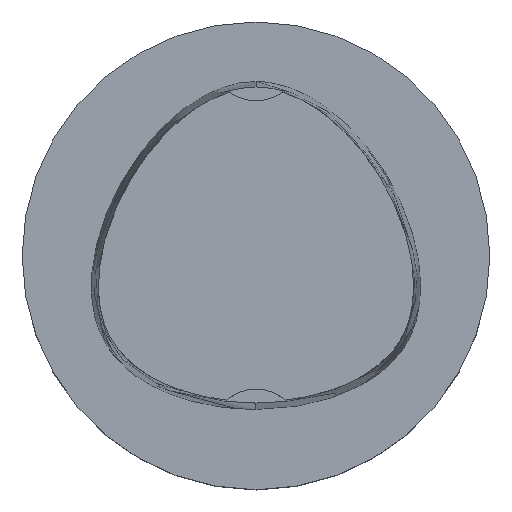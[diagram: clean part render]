
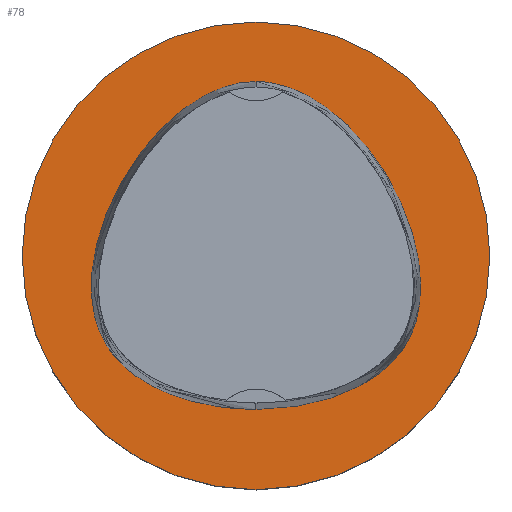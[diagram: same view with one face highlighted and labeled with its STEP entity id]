
A CAD part, top view. The second image highlights one B-rep face of the part: STEP entity #78.
In plain terms, the highlighted planar face has unit normal (0, 0, 1).
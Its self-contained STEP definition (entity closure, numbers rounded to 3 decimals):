
#75=EDGE_CURVE('240[2]',#203,#203,#204,.T.);
#78=ADVANCED_FACE('240[2]',(#207,#208),#209,.T.);
#82=EDGE_CURVE('240[2]',#215,#216,#217,.T.);
#139=EDGE_CURVE('240[2]',#216,#215,#301,.T.);
#203=VERTEX_POINT('',#370);
#204=CIRCLE('',#371,31.493);
#207=FACE_OUTER_BOUND('',#375,.T.);
#208=FACE_BOUND('',#376,.T.);
#209=PLANE('',#377);
#215=VERTEX_POINT('',#402);
#216=VERTEX_POINT('',#403);
#217=B_SPLINE_CURVE_WITH_KNOTS('',3,(#404,#405,#406,#407,#408,#409,#410,#411,#412,#413,#414,#415,#416,#417,#418,#419,#420,#421,#422,#423,#424,#425,#426,#427,#428,#429,#430,#431,#432,#433,#434,#435,#436,#437,#438,#439,#440,#441,#442,#443),.UNSPECIFIED.,.F.,.F.,(4,1,1,1,1,1,1,1,1,1,1,1,1,1,1,1,1,1,1,1,1,1,1,1,1,1,1,1,1,1,1,1,1,1,1,1,1,4),(0.0,0.027,0.054,0.081,0.108,0.135,0.162,0.189,0.216,0.243,0.27,0.297,0.324,0.351,0.378,0.405,0.432,0.459,0.486,0.514,0.541,0.568,0.595,0.622,0.649,0.676,0.703,0.73,0.757,0.784,0.811,0.838,0.865,0.892,0.919,0.946,0.973,1.0),.UNSPECIFIED.);
#301=B_SPLINE_CURVE_WITH_KNOTS('',3,(#1045,#1046,#1047,#1048,#1049,#1050,#1051,#1052,#1053,#1054,#1055,#1056,#1057,#1058,#1059,#1060,#1061,#1062,#1063,#1064,#1065,#1066,#1067,#1068,#1069,#1070,#1071,#1072,#1073,#1074,#1075,#1076,#1077,#1078,#1079,#1080,#1081,#1082,#1083,#1084),.UNSPECIFIED.,.F.,.F.,(4,1,1,1,1,1,1,1,1,1,1,1,1,1,1,1,1,1,1,1,1,1,1,1,1,1,1,1,1,1,1,1,1,1,1,1,1,4),(0.0,0.027,0.054,0.081,0.108,0.135,0.162,0.189,0.216,0.243,0.27,0.297,0.324,0.351,0.378,0.405,0.432,0.459,0.486,0.514,0.541,0.568,0.595,0.622,0.649,0.676,0.703,0.73,0.757,0.784,0.811,0.838,0.865,0.892,0.919,0.946,0.973,1.0),.UNSPECIFIED.);
#370=CARTESIAN_POINT('',(0.,31.493,0.));
#371=AXIS2_PLACEMENT_3D('',#1312,#1313,#1314);
#375=EDGE_LOOP('',(#1316));
#376=EDGE_LOOP('',(#1317,#1318));
#377=AXIS2_PLACEMENT_3D('',#1319,#1320,#1321);
#402=CARTESIAN_POINT('',(0.,23.475,0.));
#403=CARTESIAN_POINT('',(0.,-20.675,0.));
#404=CARTESIAN_POINT('',(0.,23.475,0.));
#405=CARTESIAN_POINT('',(-0.392,23.475,0.));
#406=CARTESIAN_POINT('',(-1.192,23.437,0.));
#407=CARTESIAN_POINT('',(-2.436,23.256,0.));
#408=CARTESIAN_POINT('',(-3.735,22.94,0.0));
#409=CARTESIAN_POINT('',(-5.096,22.473,0.0));
#410=CARTESIAN_POINT('',(-6.523,21.834,0.0));
#411=CARTESIAN_POINT('',(-8.019,21.002,0.0));
#412=CARTESIAN_POINT('',(-9.577,19.952,0.0));
#413=CARTESIAN_POINT('',(-11.185,18.665,0.0));
#414=CARTESIAN_POINT('',(-12.82,17.127,0.0));
#415=CARTESIAN_POINT('',(-14.445,15.34,0.0));
#416=CARTESIAN_POINT('',(-16.014,13.325,0.0));
#417=CARTESIAN_POINT('',(-17.473,11.128,0.0));
#418=CARTESIAN_POINT('',(-18.774,8.812,0.0));
#419=CARTESIAN_POINT('',(-19.881,6.441,0.0));
#420=CARTESIAN_POINT('',(-20.769,4.089,0.0));
#421=CARTESIAN_POINT('',(-21.432,1.821,0.0));
#422=CARTESIAN_POINT('',(-21.878,-0.319,0.0));
#423=CARTESIAN_POINT('',(-22.128,-2.304,0.0));
#424=CARTESIAN_POINT('',(-22.205,-4.125,0.0));
#425=CARTESIAN_POINT('',(-22.133,-5.785,0.0));
#426=CARTESIAN_POINT('',(-21.933,-7.293,0.0));
#427=CARTESIAN_POINT('',(-21.624,-8.662,0.0));
#428=CARTESIAN_POINT('',(-21.218,-9.906,0.0));
#429=CARTESIAN_POINT('',(-20.726,-11.039,0.0));
#430=CARTESIAN_POINT('',(-20.144,-12.087,0.0));
#431=CARTESIAN_POINT('',(-19.452,-13.088,0.0));
#432=CARTESIAN_POINT('',(-18.627,-14.067,0.0));
#433=CARTESIAN_POINT('',(-17.65,-15.028,0.0));
#434=CARTESIAN_POINT('',(-16.506,-15.964,0.0));
#435=CARTESIAN_POINT('',(-15.173,-16.869,0.0));
#436=CARTESIAN_POINT('',(-13.632,-17.732,0.0));
#437=CARTESIAN_POINT('',(-11.866,-18.534,0.0));
#438=CARTESIAN_POINT('',(-9.868,-19.252,0.0));
#439=CARTESIAN_POINT('',(-7.643,-19.857,0.0));
#440=CARTESIAN_POINT('',(-5.22,-20.319,0.));
#441=CARTESIAN_POINT('',(-2.643,-20.609,0.));
#442=CARTESIAN_POINT('',(-0.891,-20.675,0.));
#443=CARTESIAN_POINT('',(0.,-20.675,0.));
#1045=CARTESIAN_POINT('',(0.,-20.675,0.));
#1046=CARTESIAN_POINT('',(0.891,-20.675,0.));
#1047=CARTESIAN_POINT('',(2.643,-20.609,0.));
#1048=CARTESIAN_POINT('',(5.22,-20.319,0.));
#1049=CARTESIAN_POINT('',(7.642,-19.857,0.0));
#1050=CARTESIAN_POINT('',(9.867,-19.252,0.0));
#1051=CARTESIAN_POINT('',(11.865,-18.534,0.0));
#1052=CARTESIAN_POINT('',(13.631,-17.733,0.0));
#1053=CARTESIAN_POINT('',(15.172,-16.87,0.0));
#1054=CARTESIAN_POINT('',(16.505,-15.965,0.0));
#1055=CARTESIAN_POINT('',(17.65,-15.029,0.0));
#1056=CARTESIAN_POINT('',(18.626,-14.068,0.0));
#1057=CARTESIAN_POINT('',(19.452,-13.088,0.0));
#1058=CARTESIAN_POINT('',(20.144,-12.087,0.0));
#1059=CARTESIAN_POINT('',(20.724,-11.041,0.0));
#1060=CARTESIAN_POINT('',(21.216,-9.912,0.0));
#1061=CARTESIAN_POINT('',(21.623,-8.666,0.0));
#1062=CARTESIAN_POINT('',(21.932,-7.298,0.0));
#1063=CARTESIAN_POINT('',(22.132,-5.79,0.0));
#1064=CARTESIAN_POINT('',(22.205,-4.13,0.0));
#1065=CARTESIAN_POINT('',(22.128,-2.309,0.0));
#1066=CARTESIAN_POINT('',(21.879,-0.323,0.0));
#1067=CARTESIAN_POINT('',(21.433,1.817,0.0));
#1068=CARTESIAN_POINT('',(20.77,4.086,0.0));
#1069=CARTESIAN_POINT('',(19.882,6.438,0.0));
#1070=CARTESIAN_POINT('',(18.775,8.81,0.0));
#1071=CARTESIAN_POINT('',(17.475,11.127,0.0));
#1072=CARTESIAN_POINT('',(16.015,13.324,0.0));
#1073=CARTESIAN_POINT('',(14.446,15.339,0.0));
#1074=CARTESIAN_POINT('',(12.821,17.126,0.0));
#1075=CARTESIAN_POINT('',(11.186,18.664,0.0));
#1076=CARTESIAN_POINT('',(9.577,19.952,0.0));
#1077=CARTESIAN_POINT('',(8.019,21.002,0.0));
#1078=CARTESIAN_POINT('',(6.524,21.834,0.0));
#1079=CARTESIAN_POINT('',(5.097,22.473,0.0));
#1080=CARTESIAN_POINT('',(3.736,22.94,0.0));
#1081=CARTESIAN_POINT('',(2.436,23.256,0.));
#1082=CARTESIAN_POINT('',(1.192,23.437,0.));
#1083=CARTESIAN_POINT('',(0.392,23.475,0.));
#1084=CARTESIAN_POINT('',(0.,23.475,0.));
#1312=CARTESIAN_POINT('',(0.0,0.0,0.0));
#1313=DIRECTION('',(0.,0.,-1.0));
#1314=DIRECTION('',(0.,1.0,0.));
#1316=ORIENTED_EDGE('',*,*,#75,.F.);
#1317=ORIENTED_EDGE('',*,*,#82,.F.);
#1318=ORIENTED_EDGE('',*,*,#139,.F.);
#1319=CARTESIAN_POINT('',(0.,15.746,0.));
#1320=DIRECTION('',(0.,0.,1.0));
#1321=DIRECTION('',(1.0,0.,0.0));
